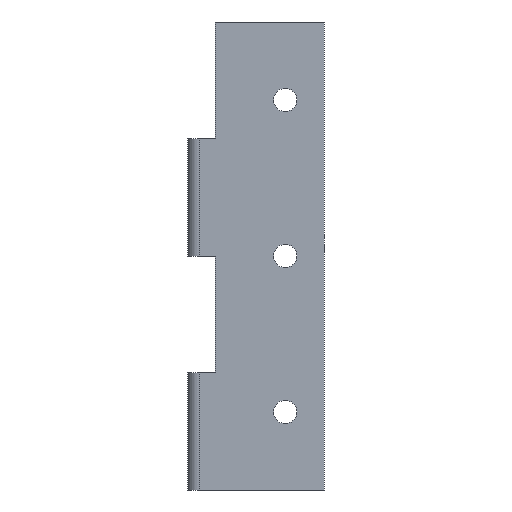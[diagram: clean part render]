
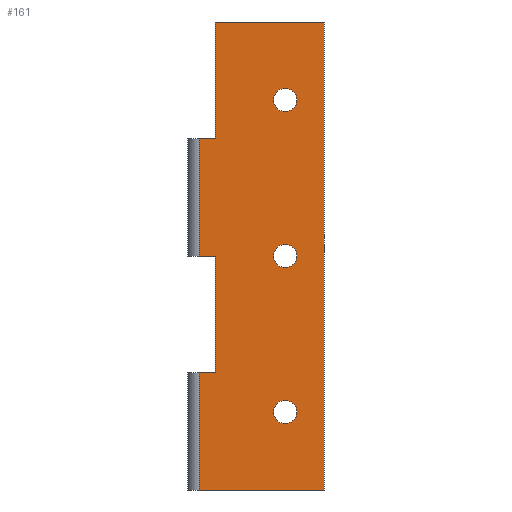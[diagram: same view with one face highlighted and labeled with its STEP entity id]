
A CAD part, front view. The second image highlights one B-rep face of the part: STEP entity #161.
In plain terms, the highlighted planar face has unit normal (0, -1, 0).
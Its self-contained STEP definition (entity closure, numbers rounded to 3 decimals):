
#7 = ORIENTED_EDGE ( 'NONE', *, *, #552, .T. ) ;
#13 = CARTESIAN_POINT ( 'NONE',  ( 0., 0., 60. ) ) ;
#21 = CARTESIAN_POINT ( 'NONE',  ( 0., 0., 15. ) ) ;
#27 = VECTOR ( 'NONE', #713, 1000. ) ;
#34 = VERTEX_POINT ( 'NONE', #616 ) ;
#39 = CIRCLE ( 'NONE', #77, 1.5 ) ;
#41 = EDGE_CURVE ( 'NONE', #177, #510, #83, .T. ) ;
#43 = CARTESIAN_POINT ( 'NONE',  ( 0., 0., 30. ) ) ;
#48 = AXIS2_PLACEMENT_3D ( 'NONE', #268, #514, #154 ) ;
#50 = ORIENTED_EDGE ( 'NONE', *, *, #635, .T. ) ;
#51 = DIRECTION ( 'NONE',  ( -1., 0., 0. ) ) ;
#58 = EDGE_CURVE ( 'NONE', #119, #159, #99, .T. ) ;
#62 = CARTESIAN_POINT ( 'NONE',  ( 0., 0., 60. ) ) ;
#77 = AXIS2_PLACEMENT_3D ( 'NONE', #486, #722, #354 ) ;
#78 = ORIENTED_EDGE ( 'NONE', *, *, #701, .F. ) ;
#83 = CIRCLE ( 'NONE', #142, 1.5 ) ;
#89 = DIRECTION ( 'NONE',  ( 0., 1., 0. ) ) ;
#96 = CARTESIAN_POINT ( 'NONE',  ( 2., 0., 60. ) ) ;
#98 = ORIENTED_EDGE ( 'NONE', *, *, #309, .T. ) ;
#99 = LINE ( 'NONE', #678, #338 ) ;
#103 = EDGE_CURVE ( 'NONE', #510, #177, #174, .T. ) ;
#105 = FACE_BOUND ( 'NONE', #652, .T. ) ;
#111 = DIRECTION ( 'NONE',  ( 0., 0., 1. ) ) ;
#112 = LINE ( 'NONE', #134, #285 ) ;
#113 = AXIS2_PLACEMENT_3D ( 'NONE', #148, #89, #384 ) ;
#119 = VERTEX_POINT ( 'NONE', #507 ) ;
#121 = LINE ( 'NONE', #585, #733 ) ;
#124 = AXIS2_PLACEMENT_3D ( 'NONE', #689, #643, #399 ) ;
#132 = VERTEX_POINT ( 'NONE', #687 ) ;
#134 = CARTESIAN_POINT ( 'NONE',  ( 16., 0., 60. ) ) ;
#137 = ORIENTED_EDGE ( 'NONE', *, *, #103, .T. ) ;
#141 = LINE ( 'NONE', #233, #27 ) ;
#142 = AXIS2_PLACEMENT_3D ( 'NONE', #677, #311, #737 ) ;
#143 = LINE ( 'NONE', #13, #360 ) ;
#146 = LINE ( 'NONE', #43, #629 ) ;
#148 = CARTESIAN_POINT ( 'NONE',  ( 11., 0., 30. ) ) ;
#154 = DIRECTION ( 'NONE',  ( 0., 0., 1. ) ) ;
#158 = VECTOR ( 'NONE', #604, 1000. ) ;
#159 = VERTEX_POINT ( 'NONE', #212 ) ;
#161 = ADVANCED_FACE ( 'NONE', ( #105, #736, #258, #235 ), #463, .F. ) ;
#162 = CARTESIAN_POINT ( 'NONE',  ( 11., 0., 50. ) ) ;
#165 = VERTEX_POINT ( 'NONE', #751 ) ;
#168 = ORIENTED_EDGE ( 'NONE', *, *, #593, .F. ) ;
#170 = CARTESIAN_POINT ( 'NONE',  ( 0., 0., 15. ) ) ;
#172 = EDGE_CURVE ( 'NONE', #263, #165, #385, .T. ) ;
#173 = VERTEX_POINT ( 'NONE', #570 ) ;
#174 = CIRCLE ( 'NONE', #113, 1.5 ) ;
#177 = VERTEX_POINT ( 'NONE', #690 ) ;
#203 = EDGE_CURVE ( 'NONE', #173, #478, #429, .T. ) ;
#211 = LINE ( 'NONE', #590, #412 ) ;
#212 = CARTESIAN_POINT ( 'NONE',  ( 2., 0., 30. ) ) ;
#227 = VERTEX_POINT ( 'NONE', #392 ) ;
#230 = CARTESIAN_POINT ( 'NONE',  ( 12.5, 0., 50. ) ) ;
#233 = CARTESIAN_POINT ( 'NONE',  ( 0., 0., 60. ) ) ;
#235 = FACE_BOUND ( 'NONE', #373, .T. ) ;
#257 = ORIENTED_EDGE ( 'NONE', *, *, #452, .T. ) ;
#258 = FACE_OUTER_BOUND ( 'NONE', #608, .T. ) ;
#263 = VERTEX_POINT ( 'NONE', #334 ) ;
#268 = CARTESIAN_POINT ( 'NONE',  ( 0., 0., 60. ) ) ;
#271 = DIRECTION ( 'NONE',  ( 1., 0., 0. ) ) ;
#279 = DIRECTION ( 'NONE',  ( 0., 1., 0. ) ) ;
#285 = VECTOR ( 'NONE', #600, 1000. ) ;
#290 = DIRECTION ( 'NONE',  ( 0., 0., -1. ) ) ;
#306 = VERTEX_POINT ( 'NONE', #170 ) ;
#309 = EDGE_CURVE ( 'NONE', #478, #173, #633, .T. ) ;
#311 = DIRECTION ( 'NONE',  ( 0., 1., 0. ) ) ;
#325 = LINE ( 'NONE', #21, #158 ) ;
#334 = CARTESIAN_POINT ( 'NONE',  ( 0., 0., 45. ) ) ;
#338 = VECTOR ( 'NONE', #554, 1000. ) ;
#354 = DIRECTION ( 'NONE',  ( -1., 0., 0. ) ) ;
#360 = VECTOR ( 'NONE', #290, 1000. ) ;
#373 = EDGE_LOOP ( 'NONE', ( #7, #380 ) ) ;
#374 = ORIENTED_EDGE ( 'NONE', *, *, #496, .F. ) ;
#380 = ORIENTED_EDGE ( 'NONE', *, *, #708, .T. ) ;
#384 = DIRECTION ( 'NONE',  ( -1., 0., 0. ) ) ;
#385 = LINE ( 'NONE', #631, #673 ) ;
#389 = CARTESIAN_POINT ( 'NONE',  ( 0., 0., 30. ) ) ;
#392 = CARTESIAN_POINT ( 'NONE',  ( 16., 0., 60. ) ) ;
#399 = DIRECTION ( 'NONE',  ( -1., 0., 0. ) ) ;
#406 = VERTEX_POINT ( 'NONE', #96 ) ;
#412 = VECTOR ( 'NONE', #534, 1000. ) ;
#424 = VERTEX_POINT ( 'NONE', #389 ) ;
#426 = ORIENTED_EDGE ( 'NONE', *, *, #555, .F. ) ;
#429 = CIRCLE ( 'NONE', #753, 1.5 ) ;
#430 = AXIS2_PLACEMENT_3D ( 'NONE', #577, #518, #51 ) ;
#436 = LINE ( 'NONE', #62, #565 ) ;
#452 = EDGE_CURVE ( 'NONE', #743, #34, #211, .T. ) ;
#463 = PLANE ( 'NONE',  #48 ) ;
#469 = EDGE_CURVE ( 'NONE', #263, #424, #143, .T. ) ;
#473 = EDGE_LOOP ( 'NONE', ( #564, #98 ) ) ;
#478 = VERTEX_POINT ( 'NONE', #230 ) ;
#486 = CARTESIAN_POINT ( 'NONE',  ( 11., 0., 10. ) ) ;
#496 = EDGE_CURVE ( 'NONE', #406, #227, #141, .T. ) ;
#502 = ORIENTED_EDGE ( 'NONE', *, *, #504, .F. ) ;
#504 = EDGE_CURVE ( 'NONE', #165, #406, #121, .T. ) ;
#507 = CARTESIAN_POINT ( 'NONE',  ( 2., 0., 15. ) ) ;
#510 = VERTEX_POINT ( 'NONE', #595 ) ;
#514 = DIRECTION ( 'NONE',  ( 0., 1., 0. ) ) ;
#518 = DIRECTION ( 'NONE',  ( 0., 1., 0. ) ) ;
#521 = DIRECTION ( 'NONE',  ( -1., 0., 0. ) ) ;
#534 = DIRECTION ( 'NONE',  ( 1., 0., 0. ) ) ;
#552 = EDGE_CURVE ( 'NONE', #132, #717, #39, .T. ) ;
#554 = DIRECTION ( 'NONE',  ( 0., 0., 1. ) ) ;
#555 = EDGE_CURVE ( 'NONE', #306, #119, #325, .T. ) ;
#564 = ORIENTED_EDGE ( 'NONE', *, *, #203, .T. ) ;
#565 = VECTOR ( 'NONE', #662, 1000. ) ;
#567 = CARTESIAN_POINT ( 'NONE',  ( 0., 0., 0. ) ) ;
#570 = CARTESIAN_POINT ( 'NONE',  ( 9.5, 0., 50. ) ) ;
#577 = CARTESIAN_POINT ( 'NONE',  ( 11., 0., 50. ) ) ;
#585 = CARTESIAN_POINT ( 'NONE',  ( 2., 0., 60. ) ) ;
#590 = CARTESIAN_POINT ( 'NONE',  ( 0., 0., 0. ) ) ;
#593 = EDGE_CURVE ( 'NONE', #227, #34, #112, .T. ) ;
#595 = CARTESIAN_POINT ( 'NONE',  ( 9.5, 0., 30. ) ) ;
#600 = DIRECTION ( 'NONE',  ( 0., 0., -1. ) ) ;
#604 = DIRECTION ( 'NONE',  ( 1., 0., 0. ) ) ;
#608 = EDGE_LOOP ( 'NONE', ( #426, #50, #257, #168, #374, #502, #716, #649, #78, #691 ) ) ;
#616 = CARTESIAN_POINT ( 'NONE',  ( 16., 0., 0. ) ) ;
#629 = VECTOR ( 'NONE', #521, 1000. ) ;
#631 = CARTESIAN_POINT ( 'NONE',  ( 0., 0., 45. ) ) ;
#633 = CIRCLE ( 'NONE', #430, 1.5 ) ;
#635 = EDGE_CURVE ( 'NONE', #306, #743, #436, .T. ) ;
#643 = DIRECTION ( 'NONE',  ( 0., 1., 0. ) ) ;
#649 = ORIENTED_EDGE ( 'NONE', *, *, #469, .T. ) ;
#651 = CIRCLE ( 'NONE', #124, 1.5 ) ;
#652 = EDGE_LOOP ( 'NONE', ( #137, #725 ) ) ;
#662 = DIRECTION ( 'NONE',  ( 0., 0., -1. ) ) ;
#673 = VECTOR ( 'NONE', #271, 1000. ) ;
#677 = CARTESIAN_POINT ( 'NONE',  ( 11., 0., 30. ) ) ;
#678 = CARTESIAN_POINT ( 'NONE',  ( 2., 0., 60. ) ) ;
#687 = CARTESIAN_POINT ( 'NONE',  ( 9.5, 0., 10. ) ) ;
#689 = CARTESIAN_POINT ( 'NONE',  ( 11., 0., 10. ) ) ;
#690 = CARTESIAN_POINT ( 'NONE',  ( 12.5, 0., 30. ) ) ;
#691 = ORIENTED_EDGE ( 'NONE', *, *, #58, .F. ) ;
#699 = CARTESIAN_POINT ( 'NONE',  ( 12.5, 0., 10. ) ) ;
#701 = EDGE_CURVE ( 'NONE', #159, #424, #146, .T. ) ;
#708 = EDGE_CURVE ( 'NONE', #717, #132, #651, .T. ) ;
#713 = DIRECTION ( 'NONE',  ( 1., 0., 0. ) ) ;
#716 = ORIENTED_EDGE ( 'NONE', *, *, #172, .F. ) ;
#717 = VERTEX_POINT ( 'NONE', #699 ) ;
#722 = DIRECTION ( 'NONE',  ( 0., 1., 0. ) ) ;
#725 = ORIENTED_EDGE ( 'NONE', *, *, #41, .T. ) ;
#733 = VECTOR ( 'NONE', #111, 1000. ) ;
#736 = FACE_BOUND ( 'NONE', #473, .T. ) ;
#737 = DIRECTION ( 'NONE',  ( -1., 0., 0. ) ) ;
#743 = VERTEX_POINT ( 'NONE', #567 ) ;
#751 = CARTESIAN_POINT ( 'NONE',  ( 2., 0., 45. ) ) ;
#753 = AXIS2_PLACEMENT_3D ( 'NONE', #162, #279, #763 ) ;
#763 = DIRECTION ( 'NONE',  ( -1., 0., 0. ) ) ;
